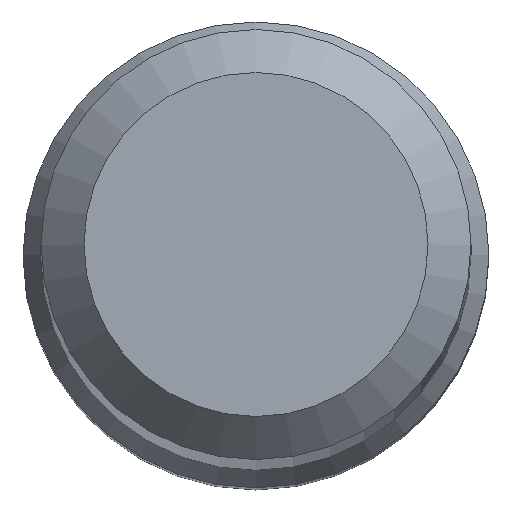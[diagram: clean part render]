
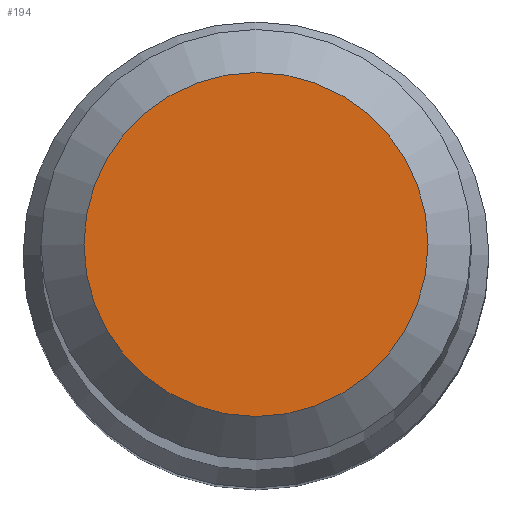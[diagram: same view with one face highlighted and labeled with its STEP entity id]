
A CAD part, top view. The second image highlights one B-rep face of the part: STEP entity #194.
In plain terms, the highlighted planar face has unit normal (0, 0, 1).
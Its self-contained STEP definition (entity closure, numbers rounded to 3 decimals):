
#15 = DIRECTION ( 'NONE',  ( 0., 0., 1. ) ) ;
#17 = DIRECTION ( 'NONE',  ( 0., -1., 0. ) ) ;
#18 = AXIS2_PLACEMENT_3D ( 'NONE', #173, #235, #127 ) ;
#19 = FACE_OUTER_BOUND ( 'NONE', #140, .T. ) ;
#24 = CARTESIAN_POINT ( 'NONE',  ( 0., 2.4, 101. ) ) ;
#32 = CIRCLE ( 'NONE', #18, 2.4 ) ;
#37 = PLANE ( 'NONE',  #106 ) ;
#79 = VERTEX_POINT ( 'NONE', #24 ) ;
#106 = AXIS2_PLACEMENT_3D ( 'NONE', #209, #15, #17 ) ;
#125 = EDGE_CURVE ( 'NONE', #79, #79, #32, .T. ) ;
#127 = DIRECTION ( 'NONE',  ( 0., 1., 0. ) ) ;
#140 = EDGE_LOOP ( 'NONE', ( #146 ) ) ;
#146 = ORIENTED_EDGE ( 'NONE', *, *, #125, .F. ) ;
#173 = CARTESIAN_POINT ( 'NONE',  ( 0., 0., 101. ) ) ;
#194 = ADVANCED_FACE ( 'NONE', ( #19 ), #37, .T. ) ;
#209 = CARTESIAN_POINT ( 'NONE',  ( 0., 0., 101. ) ) ;
#235 = DIRECTION ( 'NONE',  ( 0., 0., -1. ) ) ;
